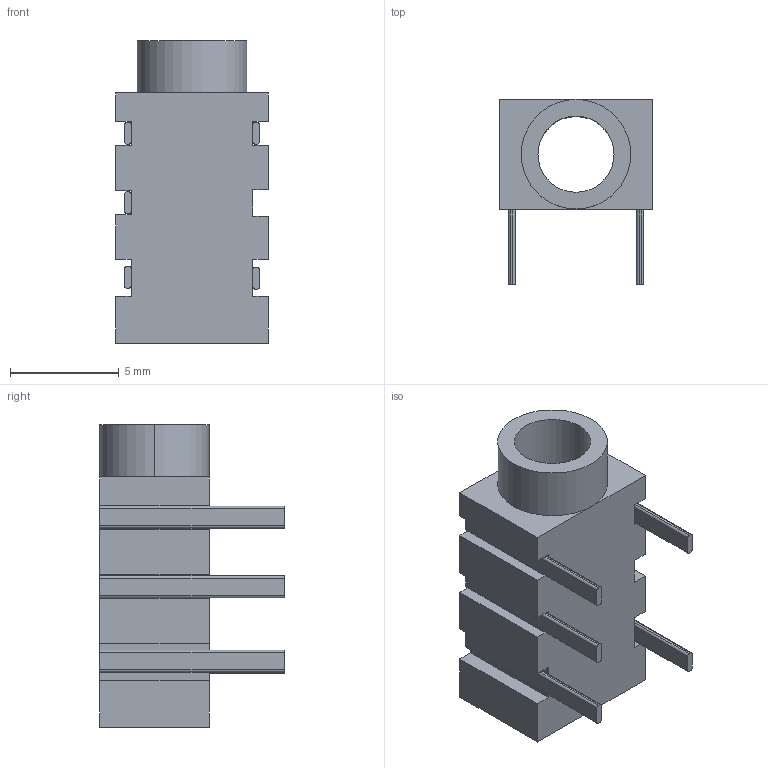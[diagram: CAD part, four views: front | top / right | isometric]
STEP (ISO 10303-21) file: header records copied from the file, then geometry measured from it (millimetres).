
FILE_DESCRIPTION (( 'STEP AP214' ), '1' );
FILE_NAME ('Ðàçüåì çåëåíûé.STEP', '2020-06-19T19:14:09', ( 'Ivan' ), ( '' ), 'SwSTEP 2.0', 'SolidWorks 2018', '' );
FILE_SCHEMA (( 'AUTOMOTIVE_DESIGN' ));
Length unit declared in the file: millimetre
Products named in the file (1): Ðàçüåì çåëåíûé
Bounding box: 7 x 8.5 x 13.9 mm (x, y, z)
Volume: 304.9 mm3; surface area: 656.8 mm2
Topology: 6 solids, 6 shells, 85 faces, 216 edges, 144 vertices
Faces by surface type: plane 61, cylinder 24
Entity records: 3191 total; most frequent: CARTESIAN_POINT 446, DIRECTION 436, ORIENTED_EDGE 432, EDGE_CURVE 216, LINE 168, VECTOR 168, VERTEX_POINT 144, AXIS2_PLACEMENT_3D 134
